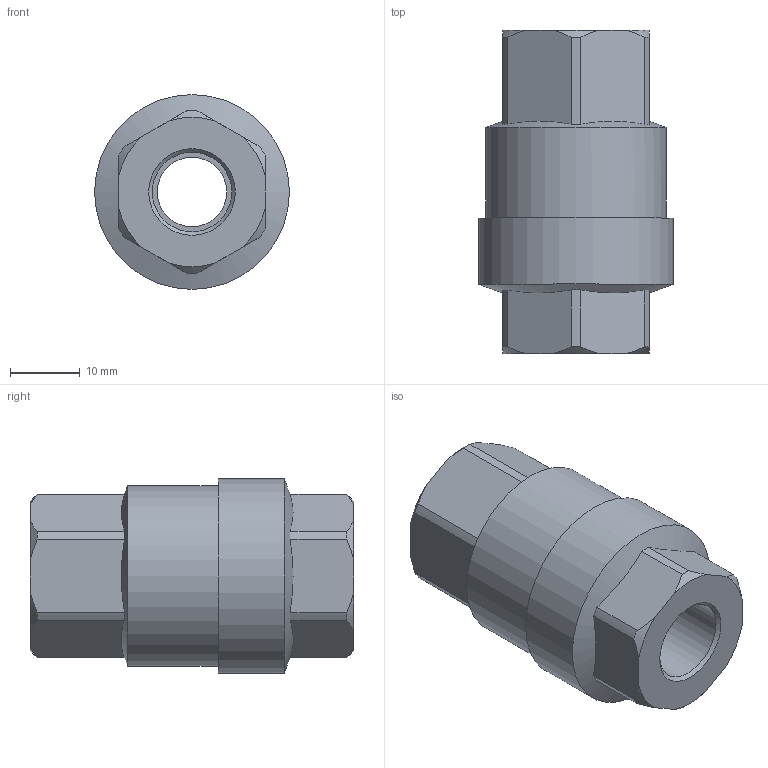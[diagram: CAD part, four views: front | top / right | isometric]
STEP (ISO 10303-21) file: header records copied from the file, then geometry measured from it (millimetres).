
FILE_DESCRIPTION( ( 'Unknown' ), '1' );
FILE_NAME( '2.625.010.stp', 'Unknown', ( 'Unknown' ), ( 'Unknown' ), 'PSStep 13.0', 'Unknown', ' ' );
FILE_SCHEMA( ( 'AUTOMOTIVE_DESIGN { 1 0 10303 214 1 1 1 1 }' ) );
Length unit declared in the file: millimetre
Products named in the file (1): 1
Bounding box: 28 x 46.5 x 28 mm (x, y, z)
Volume: 17897.8 mm3; surface area: 6084.8 mm2
Topology: 1 solids, 1 shells, 50 faces, 135 edges, 90 vertices
Faces by surface type: cylinder 17, plane 17, cone 16
Full cylindrical faces by diameter (mm): 10 x1, 11.445 x2, 26 x1, 28 x1
Entity records: 2025 total; most frequent: CARTESIAN_POINT 444, ORIENTED_EDGE 240, DIRECTION 234, EDGE_CURVE 120, AXIS2_PLACEMENT_3D 99, VERTEX_POINT 84, EDGE_LOOP 64, FACE_OUTER_BOUND 55
